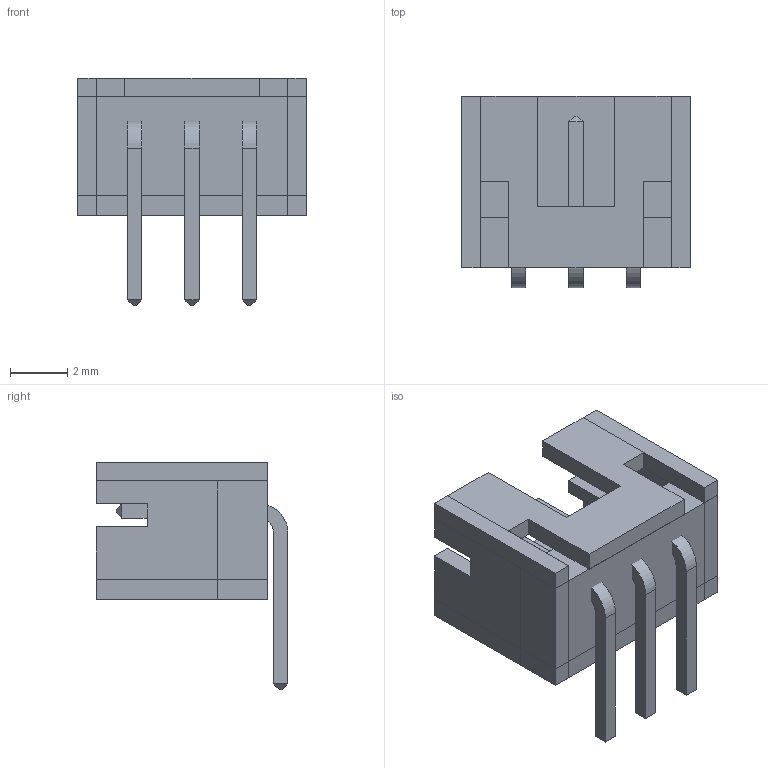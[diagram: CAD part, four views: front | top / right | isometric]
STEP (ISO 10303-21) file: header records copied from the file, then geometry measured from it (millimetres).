
FILE_DESCRIPTION (( 'STEP AP214' ), '1' );
FILE_NAME ('PH2.0-3P-R.STEP', '2016-09-06T06:34:56', ( '' ), ( '' ), 'SwSTEP 2.0', 'SolidWorks 2016', '' );
FILE_SCHEMA (( 'AUTOMOTIVE_DESIGN' ));
Length unit declared in the file: millimetre
Products named in the file (6): PH2.0-3P-R; 狟え; 奻え_衄側羞; 酘衵謗耜紫え; 渀; 綴え
Assembly tree (8 placements, depth 2):
  PH2.0-3P-R
    綴え
    酘衵謗耜紫え  x2
    奻え_衄側羞
    狟え
    渀  x3
Bounding box: 8 x 6.7 x 7.95 mm (x, y, z)
Volume: 156.4 mm3; surface area: 530.6 mm2
Topology: 8 solids, 8 shells, 104 faces, 240 edges, 152 vertices
Faces by surface type: plane 98, cylinder 6
Entity records: 2524 total; most frequent: CARTESIAN_POINT 293, DIRECTION 278, ORIENTED_EDGE 272, EDGE_CURVE 136, VECTOR 132, LINE 132, VERTEX_POINT 88, UNCERTAINTY_MEASURE_WITH_UNIT 74
